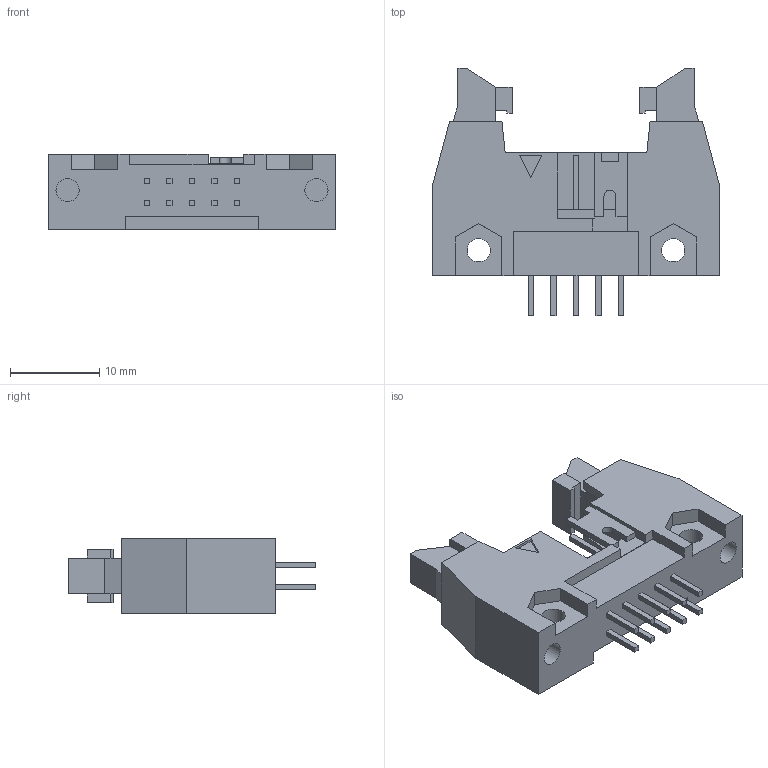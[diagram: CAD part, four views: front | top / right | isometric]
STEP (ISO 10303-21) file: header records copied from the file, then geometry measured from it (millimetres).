
FILE_DESCRIPTION(/* description */ (''),/* implementation_level */ '2;1');
FILE_NAME(/* name */ '100644701ugm000_a.stp',/* time_stamp */ '2015-12-21T08:21:39+01:00',/* author */ (''),/* organization */ (''),/* preprocessor_version */ 'ST-DEVELOPER v15',/* originating_system */ 'SIEMENS PLM Software NX 8.5',/* authorisation */ '');
FILE_SCHEMA (('AUTOMOTIVE_DESIGN { 1 0 10303 214 3 1 1 1 }'));
Length unit declared in the file: millimetre
Products named in the file (1): 100644701ugm000_a
Bounding box: 32.3 x 27.8 x 8.5 mm (x, y, z)
Volume: 3212.1 mm3; surface area: 2877.6 mm2
Topology: 1 solids, 1 shells, 200 faces, 515 edges, 340 vertices
Faces by surface type: plane 195, cylinder 5
Full cylindrical faces by diameter (mm): 2.6 x4
Entity records: 6674 total; most frequent: CARTESIAN_POINT 1052, ORIENTED_EDGE 1022, DIRECTION 923, EDGE_CURVE 511, LINE 501, VECTOR 501, VERTEX_POINT 340, EDGE_LOOP 233
